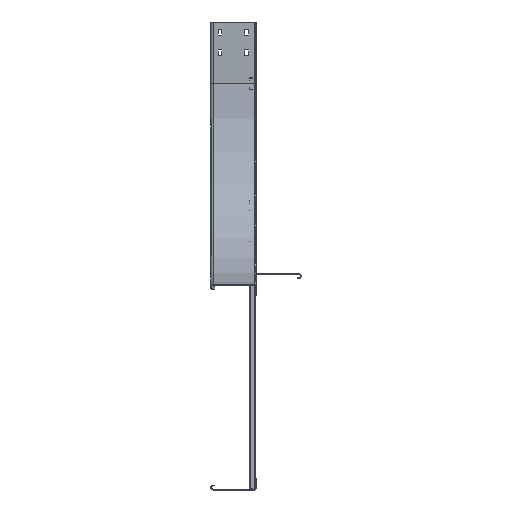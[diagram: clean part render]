
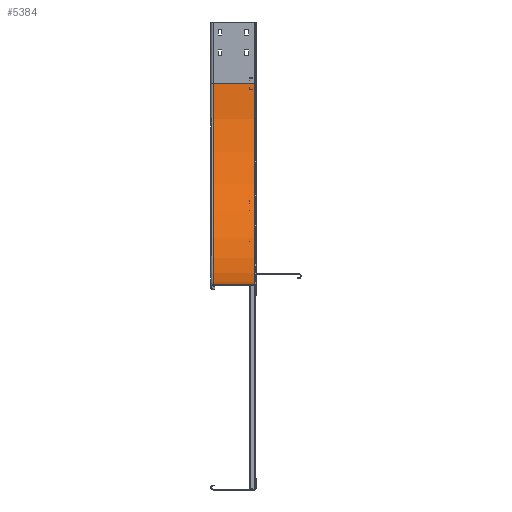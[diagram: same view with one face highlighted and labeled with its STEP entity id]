
A CAD part, left-side view. The second image highlights one B-rep face of the part: STEP entity #5384.
In plain terms, the highlighted cylindrical face has radius 490 mm (diameter 980 mm), a partial arc.
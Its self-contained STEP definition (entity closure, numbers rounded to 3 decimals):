
#3830=CARTESIAN_POINT('',(490.,2.5,-150.));
#3831=DIRECTION('',(0.,1.,0.));
#3832=DIRECTION('',(0.,0.,-1.));
#3833=AXIS2_PLACEMENT_3D('',#3830,#3831,#3832);
#3840=DIRECTION('',(0.,-1.,0.));
#3841=VECTOR('',#3840,101.5);
#3842=CARTESIAN_POINT('',(0.,104.,-150.));
#3843=LINE('',#3842,#3841);
#3844=DIRECTION('',(0.,1.,0.));
#3845=VECTOR('',#3844,101.5);
#3846=CARTESIAN_POINT('',(490.,2.5,-640.));
#3847=LINE('',#3846,#3845);
#3863=CARTESIAN_POINT('',(490.,104.,-150.));
#3864=DIRECTION('',(0.,-1.,0.));
#3865=DIRECTION('',(-1.,0.,0.));
#3866=AXIS2_PLACEMENT_3D('',#3863,#3864,#3865);
#4371=CARTESIAN_POINT('',(0.,104.,-150.));
#4372=VERTEX_POINT('',#4371);
#4407=CARTESIAN_POINT('',(0.,2.5,-150.));
#4408=VERTEX_POINT('',#4407);
#4651=CARTESIAN_POINT('',(490.,2.5,-640.));
#4652=CARTESIAN_POINT('',(490.,104.,-640.));
#4653=VERTEX_POINT('',#4651);
#4654=VERTEX_POINT('',#4652);
#5371=CARTESIAN_POINT('',(490.,0.,-150.));
#5372=DIRECTION('',(0.,-1.,0.));
#5373=DIRECTION('',(0.,0.,-1.));
#5374=AXIS2_PLACEMENT_3D('',#5371,#5372,#5373);
#5375=CYLINDRICAL_SURFACE('',#5374,490.);
#5376=ORIENTED_EDGE('',*,*,#5109,.F.);
#5378=ORIENTED_EDGE('',*,*,#5377,.T.);
#5380=ORIENTED_EDGE('',*,*,#5379,.F.);
#5381=ORIENTED_EDGE('',*,*,#5364,.T.);
#5382=EDGE_LOOP('',(#5376,#5378,#5380,#5381));
#5383=FACE_OUTER_BOUND('',#5382,.F.);
#5384=ADVANCED_FACE('',(#5383),#5375,.F.);
#3834=CIRCLE('',#3833,490.);
#3867=CIRCLE('',#3866,490.);
#5109=EDGE_CURVE('',#4372,#4408,#3843,.T.);
#5364=EDGE_CURVE('',#4653,#4408,#3834,.T.);
#5377=EDGE_CURVE('',#4372,#4654,#3867,.T.);
#5379=EDGE_CURVE('',#4653,#4654,#3847,.T.);
